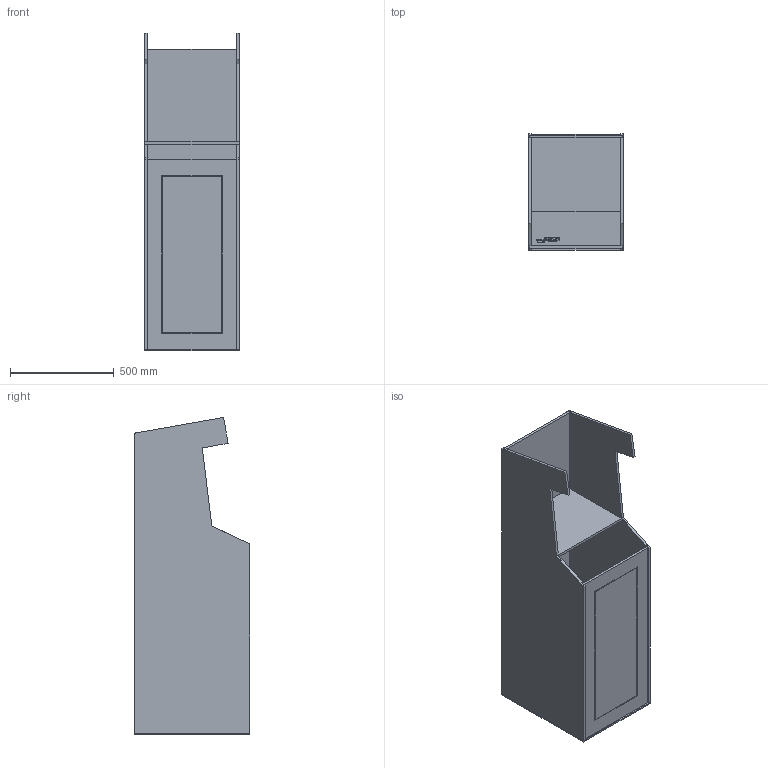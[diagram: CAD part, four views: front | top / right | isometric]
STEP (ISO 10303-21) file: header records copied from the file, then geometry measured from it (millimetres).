
FILE_DESCRIPTION(/* description */ ('','CAx-IF Rec.Pracs.---Representation and Presentation of Product Manufacturing Information (PMI)---4.0---2014-10-13'),/* implementation_level */ '2;1');
FILE_NAME(/* name */ 'QW_arcade.step',/* time_stamp */ '2024-11-30T22:38:35-06:00',/* author */ (''),/* organization */ (''),/* preprocessor_version */ 'ST-DEVELOPER v20',/* originating_system */ 'Autodesk Translation Framework v13.20.0.188',/* authorisation */ '');
FILE_SCHEMA (('AP242_MANAGED_MODEL_BASED_3D_ENGINEERING_MIM_LF { 1 0 10303 442 1 1 4 }'));
Length unit declared in the file: inch
Products named in the file (9): QW_arcade; Left_Side; Q4_Base; Q2_Shelf; Q3_Front; Q3_Front_Door; 15215A21_Half-Mortise Concealed Cabinet Hinge; Right_Side(Mirror); Back
Assembly tree (8 placements, depth 3):
  QW_arcade
    Left_Side
    Q4_Base
    Q2_Shelf
    Q3_Front
      Q3_Front_Door
      15215A21_Half-Mortise Concealed Cabinet Hinge
    Right_Side(Mirror)
    Back
Bounding box: 457.2 x 558.8 x 1530.35 mm (x, y, z)
Volume: 36481442.9 mm3; surface area: 6215508.3 mm2
Topology: 23 solids, 23 shells, 813 faces, 2032 edges, 1263 vertices
Faces by surface type: plane 397, cylinder 293, torus 67, bspline 36, cone 12, sphere 8
Full cylindrical faces by diameter (mm): 2.489 x9, 2.997 x16, 3.5 x1, 3.937 x3, 4 x5, 4.293 x2, 6.045 x1, 6.299 x1, 6.388 x2, 7.976 x1, 8.992 x1, 9.652 x1, 11.024 x1
Entity records: 25979 total; most frequent: CARTESIAN_POINT 6062, DIRECTION 4217, ORIENTED_EDGE 4026, EDGE_CURVE 2013, AXIS2_PLACEMENT_3D 1488, VERTEX_POINT 1263, LINE 1241, VECTOR 1241
